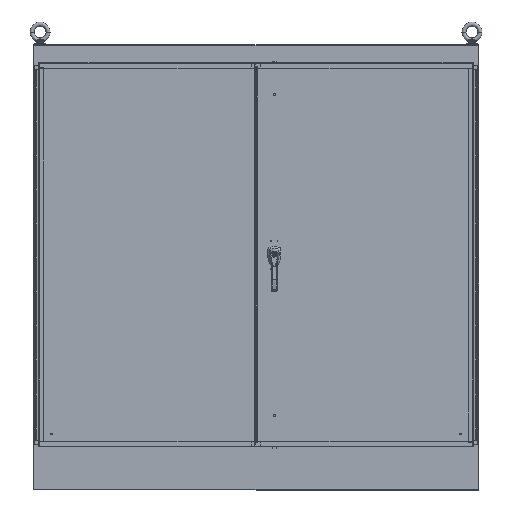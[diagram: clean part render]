
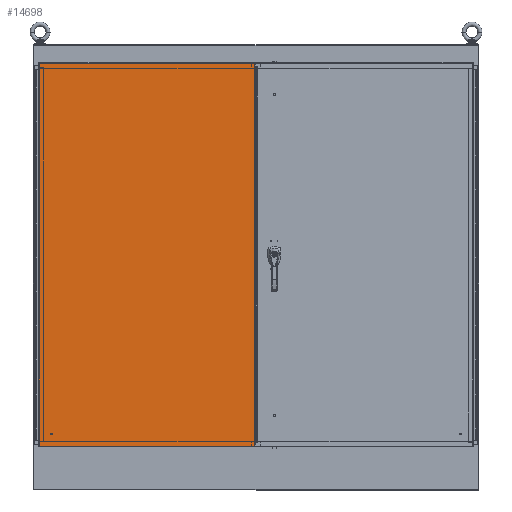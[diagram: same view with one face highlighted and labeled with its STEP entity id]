
A CAD part, front view. The second image highlights one B-rep face of the part: STEP entity #14698.
In plain terms, the highlighted planar face has unit normal (0, -1, 0).
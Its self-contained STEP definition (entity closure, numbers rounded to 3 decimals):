
#255 = DIRECTION ( 'NONE',  ( 0., 0., -1. ) ) ;
#1210 = CARTESIAN_POINT ( 'NONE',  ( -0.268, -13.192, 68.856 ) ) ;
#4852 = VECTOR ( 'NONE', #18006, 39.37 ) ;
#7141 = EDGE_CURVE ( 'NONE', #34243, #123112, #55575, .T. ) ;
#9426 = CARTESIAN_POINT ( 'NONE',  ( -0.268, -13.192, 7.016 ) ) ;
#13864 = ORIENTED_EDGE ( 'NONE', *, *, #58641, .F. ) ;
#14698 = ADVANCED_FACE ( 'NONE', ( #158052 ), #23258, .F. ) ;
#18006 = DIRECTION ( 'NONE',  ( 0., 0., -1. ) ) ;
#18406 = AXIS2_PLACEMENT_3D ( 'NONE', #158865, #73131, #119691 ) ;
#23258 = PLANE ( 'NONE',  #18406 ) ;
#29952 = CARTESIAN_POINT ( 'NONE',  ( -0.268, -13.192, 68.482 ) ) ;
#32977 = VERTEX_POINT ( 'NONE', #9426 ) ;
#34243 = VERTEX_POINT ( 'NONE', #61743 ) ;
#37820 = EDGE_LOOP ( 'NONE', ( #60546, #13864, #49720, #90723, #145894, #94983 ) ) ;
#38595 = CARTESIAN_POINT ( 'NONE',  ( -0.268, -13.192, 68.856 ) ) ;
#46659 = VERTEX_POINT ( 'NONE', #29952 ) ;
#49720 = ORIENTED_EDGE ( 'NONE', *, *, #84817, .F. ) ;
#50633 = CARTESIAN_POINT ( 'NONE',  ( -0.268, -13.192, 7.391 ) ) ;
#53316 = EDGE_CURVE ( 'NONE', #32977, #34243, #62760, .T. ) ;
#55575 = LINE ( 'NONE', #119203, #56546 ) ;
#56546 = VECTOR ( 'NONE', #108601, 39.37 ) ;
#58641 = EDGE_CURVE ( 'NONE', #46659, #127115, #152798, .T. ) ;
#60546 = ORIENTED_EDGE ( 'NONE', *, *, #161401, .F. ) ;
#61743 = CARTESIAN_POINT ( 'NONE',  ( -35.075, -13.192, 7.016 ) ) ;
#62760 = LINE ( 'NONE', #121608, #148490 ) ;
#63971 = LINE ( 'NONE', #38595, #91010 ) ;
#73131 = DIRECTION ( 'NONE',  ( 0., 1., 0. ) ) ;
#84817 = EDGE_CURVE ( 'NONE', #141272, #46659, #63971, .T. ) ;
#90723 = ORIENTED_EDGE ( 'NONE', *, *, #92111, .F. ) ;
#91010 = VECTOR ( 'NONE', #255, 39.37 ) ;
#92111 = EDGE_CURVE ( 'NONE', #123112, #141272, #105479, .T. ) ;
#94983 = ORIENTED_EDGE ( 'NONE', *, *, #53316, .F. ) ;
#105479 = LINE ( 'NONE', #132381, #125265 ) ;
#108601 = DIRECTION ( 'NONE',  ( 0., 0., 1. ) ) ;
#109349 = DIRECTION ( 'NONE',  ( 0., 0., -1. ) ) ;
#111128 = VECTOR ( 'NONE', #109349, 39.37 ) ;
#114450 = CARTESIAN_POINT ( 'NONE',  ( -0.268, -13.192, 68.856 ) ) ;
#119203 = CARTESIAN_POINT ( 'NONE',  ( -35.075, -13.192, 68.856 ) ) ;
#119691 = DIRECTION ( 'NONE',  ( 0., 0., 1. ) ) ;
#121553 = CARTESIAN_POINT ( 'NONE',  ( -0.268, -13.192, 68.856 ) ) ;
#121608 = CARTESIAN_POINT ( 'NONE',  ( -35.075, -13.192, 7.016 ) ) ;
#123112 = VERTEX_POINT ( 'NONE', #161078 ) ;
#125265 = VECTOR ( 'NONE', #143006, 39.37 ) ;
#127115 = VERTEX_POINT ( 'NONE', #50633 ) ;
#132381 = CARTESIAN_POINT ( 'NONE',  ( -35.075, -13.192, 68.856 ) ) ;
#137593 = LINE ( 'NONE', #1210, #111128 ) ;
#141272 = VERTEX_POINT ( 'NONE', #121553 ) ;
#143006 = DIRECTION ( 'NONE',  ( 1., 0., 0. ) ) ;
#145894 = ORIENTED_EDGE ( 'NONE', *, *, #7141, .F. ) ;
#148490 = VECTOR ( 'NONE', #159956, 39.37 ) ;
#152798 = LINE ( 'NONE', #114450, #4852 ) ;
#158052 = FACE_OUTER_BOUND ( 'NONE', #37820, .T. ) ;
#158865 = CARTESIAN_POINT ( 'NONE',  ( -35.075, -13.192, 68.856 ) ) ;
#159956 = DIRECTION ( 'NONE',  ( -1., 0., 0. ) ) ;
#161078 = CARTESIAN_POINT ( 'NONE',  ( -35.075, -13.192, 68.856 ) ) ;
#161401 = EDGE_CURVE ( 'NONE', #127115, #32977, #137593, .T. ) ;
